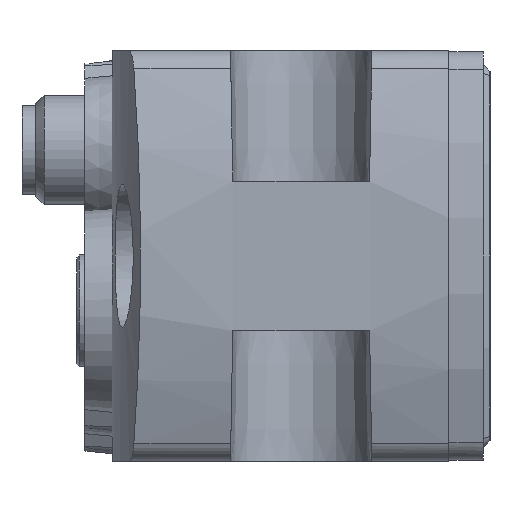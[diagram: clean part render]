
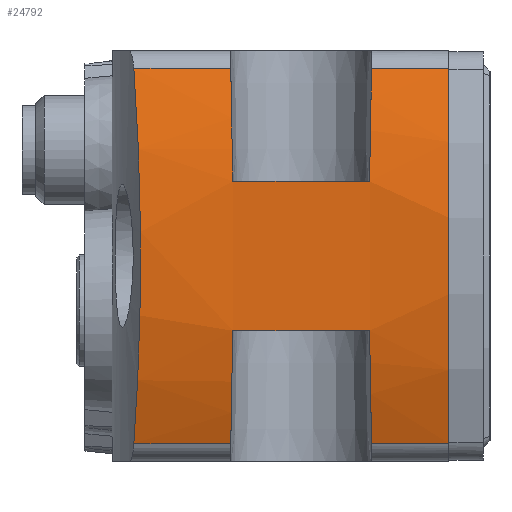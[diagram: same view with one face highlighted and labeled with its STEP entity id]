
A CAD part, left-side view. The second image highlights one B-rep face of the part: STEP entity #24792.
In plain terms, the highlighted cylindrical face has radius 39.024 mm (diameter 78.047 mm), a partial arc.
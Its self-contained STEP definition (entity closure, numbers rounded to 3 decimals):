
#112=B_SPLINE_CURVE_WITH_KNOTS('',3,(#33720,#33721,#33722,#33723,#33724,
#33725,#33726,#33727),.UNSPECIFIED.,.F.,.F.,(4,1,1,1,1,4),(0.,
0.007,0.01,0.014,0.021,
0.028),.UNSPECIFIED.);
#194=CYLINDRICAL_SURFACE('',#26034,39.024);
#588=CIRCLE('',#26037,39.024);
#1555=LINE('',#34253,#3295);
#1560=LINE('',#34269,#3300);
#1561=LINE('',#34275,#3301);
#1562=LINE('',#34287,#3302);
#1563=LINE('',#34291,#3303);
#1564=LINE('',#34296,#3304);
#3295=VECTOR('',#28505,1000.);
#3300=VECTOR('',#28516,1000.);
#3301=VECTOR('',#28525,1000.);
#3302=VECTOR('',#28544,1000.);
#3303=VECTOR('',#28547,1000.);
#3304=VECTOR('',#28552,1000.);
#5387=ORIENTED_EDGE('',*,*,#10379,.T.);
#5388=ORIENTED_EDGE('',*,*,#10384,.T.);
#5389=ORIENTED_EDGE('',*,*,#10376,.T.);
#5390=ORIENTED_EDGE('',*,*,#10385,.T.);
#5391=ORIENTED_EDGE('',*,*,#10386,.T.);
#5392=ORIENTED_EDGE('',*,*,#10387,.T.);
#5393=ORIENTED_EDGE('',*,*,#10388,.F.);
#5394=ORIENTED_EDGE('',*,*,#10389,.F.);
#5395=ORIENTED_EDGE('',*,*,#10369,.F.);
#5396=ORIENTED_EDGE('',*,*,#10390,.F.);
#5397=ORIENTED_EDGE('',*,*,#10391,.F.);
#5398=ORIENTED_EDGE('',*,*,#10136,.T.);
#10136=EDGE_CURVE('',#12679,#12678,#112,.T.);
#10369=EDGE_CURVE('',#12842,#12843,#1555,.T.);
#10376=EDGE_CURVE('',#12847,#12849,#1560,.T.);
#10379=EDGE_CURVE('',#12678,#12850,#1561,.T.);
#10384=EDGE_CURVE('',#12850,#12847,#14142,.F.);
#10385=EDGE_CURVE('',#12849,#12852,#14143,.F.);
#10386=EDGE_CURVE('',#12852,#12853,#1562,.T.);
#10387=EDGE_CURVE('',#12853,#12854,#588,.T.);
#10388=EDGE_CURVE('',#12855,#12854,#1563,.T.);
#10389=EDGE_CURVE('',#12843,#12855,#14144,.T.);
#10390=EDGE_CURVE('',#12856,#12842,#14145,.T.);
#10391=EDGE_CURVE('',#12679,#12856,#1564,.T.);
#12678=VERTEX_POINT('',#33719);
#12679=VERTEX_POINT('',#33728);
#12842=VERTEX_POINT('',#34254);
#12843=VERTEX_POINT('',#34255);
#12847=VERTEX_POINT('',#34264);
#12849=VERTEX_POINT('',#34268);
#12850=VERTEX_POINT('',#34274);
#12852=VERTEX_POINT('',#34286);
#12853=VERTEX_POINT('',#34288);
#12854=VERTEX_POINT('',#34290);
#12855=VERTEX_POINT('',#34292);
#12856=VERTEX_POINT('',#34295);
#14142=ELLIPSE('',#26035,39.03,39.024);
#14143=ELLIPSE('',#26036,39.03,39.024);
#14144=ELLIPSE('',#26038,39.03,39.024);
#14145=ELLIPSE('',#26039,39.03,39.024);
#14280=EDGE_LOOP('',(#5387,#5388,#5389,#5390,#5391,#5392,#5393,#5394,#5395,
#5396,#5397,#5398));
#15570=FACE_BOUND('',#14280,.T.);
#24792=ADVANCED_FACE('',(#15570),#194,.T.);
#26034=AXIS2_PLACEMENT_3D('',#34283,#28538,#28539);
#26035=AXIS2_PLACEMENT_3D('',#34284,#28540,#28541);
#26036=AXIS2_PLACEMENT_3D('',#34285,#28542,#28543);
#26037=AXIS2_PLACEMENT_3D('',#34289,#28545,#28546);
#26038=AXIS2_PLACEMENT_3D('',#34293,#28548,#28549);
#26039=AXIS2_PLACEMENT_3D('',#34294,#28550,#28551);
#28505=DIRECTION('',(0.,-1.,0.));
#28516=DIRECTION('',(0.,-1.,0.));
#28525=DIRECTION('',(0.,-1.,0.));
#28538=DIRECTION('',(0.,-1.,0.));
#28539=DIRECTION('',(0.,0.,-1.));
#28540=DIRECTION('',(0.,-1.,-0.017));
#28541=DIRECTION('',(0.,-0.017,1.));
#28542=DIRECTION('',(0.,1.,-0.017));
#28543=DIRECTION('',(0.,-0.017,-1.));
#28544=DIRECTION('',(0.,-1.,0.));
#28545=DIRECTION('',(0.,1.,0.));
#28546=DIRECTION('',(1.,0.,0.));
#28547=DIRECTION('',(0.,-1.,0.));
#28548=DIRECTION('',(0.,1.,0.017));
#28549=DIRECTION('',(0.,-0.017,1.));
#28550=DIRECTION('',(0.,-1.,0.017));
#28551=DIRECTION('',(0.,-0.017,-1.));
#28552=DIRECTION('',(0.,-1.,0.));
#33719=CARTESIAN_POINT('',(-82.465,26.027,-13.702));
#33720=CARTESIAN_POINT('',(-82.465,26.027,13.702));
#33721=CARTESIAN_POINT('',(-83.291,25.873,11.501));
#33722=CARTESIAN_POINT('',(-84.215,25.685,8.134));
#33723=CARTESIAN_POINT('',(-84.843,25.552,3.531));
#33724=CARTESIAN_POINT('',(-85.056,25.506,-1.184));
#33725=CARTESIAN_POINT('',(-84.533,25.62,-6.97));
#33726=CARTESIAN_POINT('',(-83.291,25.873,-11.501));
#33727=CARTESIAN_POINT('',(-82.465,26.027,-13.702));
#33728=CARTESIAN_POINT('',(-82.465,26.027,13.702));
#34253=CARTESIAN_POINT('',(-84.566,27.6,5.459));
#34254=CARTESIAN_POINT('',(-84.566,18.8,5.459));
#34255=CARTESIAN_POINT('',(-84.566,8.8,5.459));
#34264=CARTESIAN_POINT('',(-84.566,18.8,-5.459));
#34268=CARTESIAN_POINT('',(-84.566,8.8,-5.459));
#34269=CARTESIAN_POINT('',(-84.566,27.6,-5.459));
#34274=CARTESIAN_POINT('',(-82.465,18.944,-13.702));
#34275=CARTESIAN_POINT('',(-82.465,27.6,-13.702));
#34283=CARTESIAN_POINT('',(-45.926,27.6,0.));
#34284=CARTESIAN_POINT('',(-45.926,18.705,0.));
#34285=CARTESIAN_POINT('',(-45.926,8.895,0.));
#34286=CARTESIAN_POINT('',(-82.465,8.656,-13.702));
#34287=CARTESIAN_POINT('',(-82.465,27.6,-13.702));
#34288=CARTESIAN_POINT('',(-82.465,3.,-13.702));
#34289=CARTESIAN_POINT('',(-45.926,3.,0.));
#34290=CARTESIAN_POINT('',(-82.465,3.,13.702));
#34291=CARTESIAN_POINT('',(-82.465,27.6,13.702));
#34292=CARTESIAN_POINT('',(-82.465,8.656,13.702));
#34293=CARTESIAN_POINT('',(-45.926,8.895,0.));
#34294=CARTESIAN_POINT('',(-45.926,18.705,0.));
#34295=CARTESIAN_POINT('',(-82.465,18.944,13.702));
#34296=CARTESIAN_POINT('',(-82.465,27.6,13.702));
